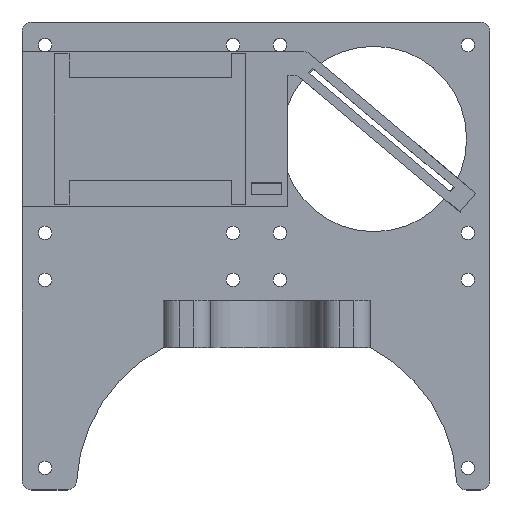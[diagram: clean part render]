
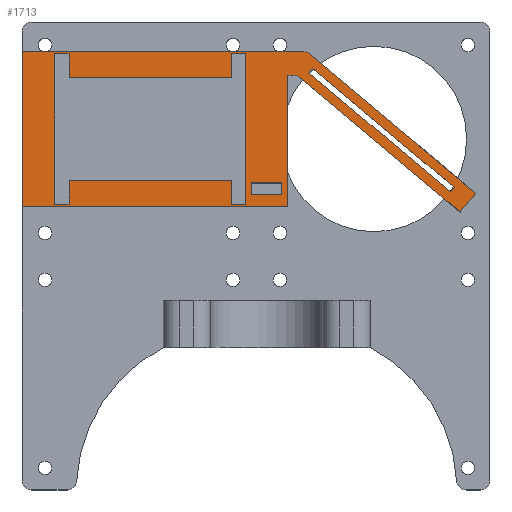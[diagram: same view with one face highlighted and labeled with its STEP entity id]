
A CAD part, top view. The second image highlights one B-rep face of the part: STEP entity #1713.
In plain terms, the highlighted planar face has unit normal (0, 0, 1).
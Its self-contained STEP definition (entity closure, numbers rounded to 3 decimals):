
#51=FACE_BOUND('',#258,.T.);
#52=FACE_BOUND('',#259,.T.);
#53=FACE_BOUND('',#260,.T.);
#94=CIRCLE('',#1820,2.);
#95=CIRCLE('',#1821,2.);
#171=FACE_OUTER_BOUND('',#257,.T.);
#257=EDGE_LOOP('',(#1222,#1223,#1224,#1225,#1226,#1227,#1228,#1229,#1230,
#1231));
#258=EDGE_LOOP('',(#1232,#1233,#1234,#1235));
#259=EDGE_LOOP('',(#1236,#1237,#1238,#1239,#1240,#1241,#1242,#1243,#1244,
#1245,#1246,#1247));
#260=EDGE_LOOP('',(#1248,#1249,#1250,#1251));
#384=LINE('',#2478,#565);
#387=LINE('',#2484,#568);
#390=LINE('',#2491,#571);
#426=LINE('',#2568,#607);
#427=LINE('',#2570,#608);
#428=LINE('',#2572,#609);
#429=LINE('',#2574,#610);
#430=LINE('',#2576,#611);
#431=LINE('',#2580,#612);
#432=LINE('',#2582,#613);
#433=LINE('',#2584,#614);
#434=LINE('',#2585,#615);
#435=LINE('',#2588,#616);
#436=LINE('',#2590,#617);
#437=LINE('',#2592,#618);
#438=LINE('',#2594,#619);
#439=LINE('',#2596,#620);
#440=LINE('',#2598,#621);
#441=LINE('',#2600,#622);
#442=LINE('',#2602,#623);
#443=LINE('',#2604,#624);
#444=LINE('',#2606,#625);
#445=LINE('',#2608,#626);
#446=LINE('',#2609,#627);
#447=LINE('',#2612,#628);
#448=LINE('',#2614,#629);
#449=LINE('',#2616,#630);
#450=LINE('',#2617,#631);
#565=VECTOR('',#1981,10.);
#568=VECTOR('',#1986,10.);
#571=VECTOR('',#1991,10.);
#607=VECTOR('',#2043,10.);
#608=VECTOR('',#2044,10.);
#609=VECTOR('',#2045,10.);
#610=VECTOR('',#2046,10.);
#611=VECTOR('',#2047,10.);
#612=VECTOR('',#2050,10.);
#613=VECTOR('',#2051,10.);
#614=VECTOR('',#2052,10.);
#615=VECTOR('',#2053,10.);
#616=VECTOR('',#2054,10.);
#617=VECTOR('',#2055,10.);
#618=VECTOR('',#2056,10.);
#619=VECTOR('',#2057,10.);
#620=VECTOR('',#2058,10.);
#621=VECTOR('',#2059,10.);
#622=VECTOR('',#2060,10.);
#623=VECTOR('',#2061,10.);
#624=VECTOR('',#2062,10.);
#625=VECTOR('',#2063,10.);
#626=VECTOR('',#2064,10.);
#627=VECTOR('',#2065,10.);
#628=VECTOR('',#2066,10.);
#629=VECTOR('',#2067,10.);
#630=VECTOR('',#2068,10.);
#631=VECTOR('',#2069,10.);
#742=VERTEX_POINT('',#2471);
#744=VERTEX_POINT('',#2476);
#746=VERTEX_POINT('',#2481);
#749=VERTEX_POINT('',#2490);
#781=VERTEX_POINT('',#2565);
#782=VERTEX_POINT('',#2567);
#783=VERTEX_POINT('',#2569);
#784=VERTEX_POINT('',#2571);
#785=VERTEX_POINT('',#2573);
#786=VERTEX_POINT('',#2575);
#787=VERTEX_POINT('',#2578);
#788=VERTEX_POINT('',#2579);
#789=VERTEX_POINT('',#2581);
#790=VERTEX_POINT('',#2583);
#791=VERTEX_POINT('',#2586);
#792=VERTEX_POINT('',#2587);
#793=VERTEX_POINT('',#2589);
#794=VERTEX_POINT('',#2591);
#795=VERTEX_POINT('',#2593);
#796=VERTEX_POINT('',#2595);
#797=VERTEX_POINT('',#2597);
#798=VERTEX_POINT('',#2599);
#799=VERTEX_POINT('',#2601);
#800=VERTEX_POINT('',#2603);
#801=VERTEX_POINT('',#2605);
#802=VERTEX_POINT('',#2607);
#803=VERTEX_POINT('',#2610);
#804=VERTEX_POINT('',#2611);
#805=VERTEX_POINT('',#2613);
#806=VERTEX_POINT('',#2615);
#912=EDGE_CURVE('',#744,#742,#384,.T.);
#915=EDGE_CURVE('',#742,#746,#387,.T.);
#918=EDGE_CURVE('',#746,#749,#390,.T.);
#956=EDGE_CURVE('',#781,#744,#94,.T.);
#957=EDGE_CURVE('',#782,#781,#426,.T.);
#958=EDGE_CURVE('',#783,#782,#427,.T.);
#959=EDGE_CURVE('',#784,#783,#428,.T.);
#960=EDGE_CURVE('',#785,#784,#429,.T.);
#961=EDGE_CURVE('',#786,#785,#430,.T.);
#962=EDGE_CURVE('',#749,#786,#95,.T.);
#963=EDGE_CURVE('',#787,#788,#431,.T.);
#964=EDGE_CURVE('',#789,#787,#432,.T.);
#965=EDGE_CURVE('',#790,#789,#433,.T.);
#966=EDGE_CURVE('',#788,#790,#434,.T.);
#967=EDGE_CURVE('',#791,#792,#435,.T.);
#968=EDGE_CURVE('',#793,#791,#436,.T.);
#969=EDGE_CURVE('',#794,#793,#437,.T.);
#970=EDGE_CURVE('',#795,#794,#438,.T.);
#971=EDGE_CURVE('',#796,#795,#439,.T.);
#972=EDGE_CURVE('',#797,#796,#440,.T.);
#973=EDGE_CURVE('',#798,#797,#441,.T.);
#974=EDGE_CURVE('',#799,#798,#442,.T.);
#975=EDGE_CURVE('',#800,#799,#443,.T.);
#976=EDGE_CURVE('',#801,#800,#444,.T.);
#977=EDGE_CURVE('',#802,#801,#445,.T.);
#978=EDGE_CURVE('',#792,#802,#446,.T.);
#979=EDGE_CURVE('',#803,#804,#447,.T.);
#980=EDGE_CURVE('',#805,#803,#448,.T.);
#981=EDGE_CURVE('',#806,#805,#449,.T.);
#982=EDGE_CURVE('',#804,#806,#450,.T.);
#1222=ORIENTED_EDGE('',*,*,#918,.F.);
#1223=ORIENTED_EDGE('',*,*,#915,.F.);
#1224=ORIENTED_EDGE('',*,*,#912,.F.);
#1225=ORIENTED_EDGE('',*,*,#956,.F.);
#1226=ORIENTED_EDGE('',*,*,#957,.F.);
#1227=ORIENTED_EDGE('',*,*,#958,.F.);
#1228=ORIENTED_EDGE('',*,*,#959,.F.);
#1229=ORIENTED_EDGE('',*,*,#960,.F.);
#1230=ORIENTED_EDGE('',*,*,#961,.F.);
#1231=ORIENTED_EDGE('',*,*,#962,.F.);
#1232=ORIENTED_EDGE('',*,*,#963,.F.);
#1233=ORIENTED_EDGE('',*,*,#964,.F.);
#1234=ORIENTED_EDGE('',*,*,#965,.F.);
#1235=ORIENTED_EDGE('',*,*,#966,.F.);
#1236=ORIENTED_EDGE('',*,*,#967,.F.);
#1237=ORIENTED_EDGE('',*,*,#968,.F.);
#1238=ORIENTED_EDGE('',*,*,#969,.F.);
#1239=ORIENTED_EDGE('',*,*,#970,.F.);
#1240=ORIENTED_EDGE('',*,*,#971,.F.);
#1241=ORIENTED_EDGE('',*,*,#972,.F.);
#1242=ORIENTED_EDGE('',*,*,#973,.F.);
#1243=ORIENTED_EDGE('',*,*,#974,.F.);
#1244=ORIENTED_EDGE('',*,*,#975,.F.);
#1245=ORIENTED_EDGE('',*,*,#976,.F.);
#1246=ORIENTED_EDGE('',*,*,#977,.F.);
#1247=ORIENTED_EDGE('',*,*,#978,.F.);
#1248=ORIENTED_EDGE('',*,*,#979,.F.);
#1249=ORIENTED_EDGE('',*,*,#980,.F.);
#1250=ORIENTED_EDGE('',*,*,#981,.F.);
#1251=ORIENTED_EDGE('',*,*,#982,.F.);
#1663=PLANE('',#1819);
#1713=ADVANCED_FACE('',(#171,#51,#52,#53),#1663,.F.);
#1819=AXIS2_PLACEMENT_3D('',#2564,#2039,#2040);
#1820=AXIS2_PLACEMENT_3D('',#2566,#2041,#2042);
#1821=AXIS2_PLACEMENT_3D('',#2577,#2048,#2049);
#1981=DIRECTION('',(0.766,-0.643,0.));
#1986=DIRECTION('',(-0.643,-0.766,0.));
#1991=DIRECTION('',(-0.766,0.643,0.));
#2039=DIRECTION('center_axis',(0.,0.,-1.));
#2040=DIRECTION('ref_axis',(-1.,0.,0.));
#2041=DIRECTION('center_axis',(0.,0.,-1.));
#2042=DIRECTION('ref_axis',(0.643,0.766,0.));
#2043=DIRECTION('',(1.,0.,0.));
#2044=DIRECTION('',(0.,1.,0.));
#2045=DIRECTION('',(-1.,0.,0.));
#2046=DIRECTION('',(0.,-1.,0.));
#2047=DIRECTION('',(-1.,0.,0.));
#2048=DIRECTION('center_axis',(0.,0.,1.));
#2049=DIRECTION('ref_axis',(-0.643,-0.766,0.));
#2050=DIRECTION('',(0.,-1.,0.));
#2051=DIRECTION('',(-1.,0.,0.));
#2052=DIRECTION('',(0.,1.,0.));
#2053=DIRECTION('',(1.,0.,0.));
#2054=DIRECTION('',(0.,-1.,0.));
#2055=DIRECTION('',(-1.,0.,0.));
#2056=DIRECTION('',(0.,1.,0.));
#2057=DIRECTION('',(1.,0.,0.));
#2058=DIRECTION('',(0.,-1.,0.));
#2059=DIRECTION('',(1.,0.,0.));
#2060=DIRECTION('',(0.,1.,0.));
#2061=DIRECTION('',(1.,0.,0.));
#2062=DIRECTION('',(0.,-1.,0.));
#2063=DIRECTION('',(-1.,0.,0.));
#2064=DIRECTION('',(0.,1.,0.));
#2065=DIRECTION('',(-1.,0.,0.));
#2066=DIRECTION('',(-0.643,-0.766,0.));
#2067=DIRECTION('',(-0.766,0.643,0.));
#2068=DIRECTION('',(0.643,0.766,0.));
#2069=DIRECTION('',(0.766,-0.643,0.));
#2471=CARTESIAN_POINT('',(71.67,-11.572,15.25));
#2476=CARTESIAN_POINT('',(36.271,18.132,15.25));
#2478=CARTESIAN_POINT('',(63.263,-4.517,15.25));
#2481=CARTESIAN_POINT('',(68.328,-15.555,15.25));
#2484=CARTESIAN_POINT('',(69.067,-14.674,15.25));
#2490=CARTESIAN_POINT('',(34.14,13.132,15.25));
#2491=CARTESIAN_POINT('',(42.827,5.843,15.25));
#2564=CARTESIAN_POINT('Origin',(52.992,0.316,15.25));
#2565=CARTESIAN_POINT('',(34.985,18.6,15.25));
#2566=CARTESIAN_POINT('Origin',(34.985,16.6,15.25));
#2567=CARTESIAN_POINT('',(-24.9,18.6,15.25));
#2568=CARTESIAN_POINT('',(17.546,18.6,15.25));
#2569=CARTESIAN_POINT('',(-24.9,-14.4,15.25));
#2570=CARTESIAN_POINT('',(-24.9,12.608,15.25));
#2571=CARTESIAN_POINT('',(31.668,-14.4,15.25));
#2572=CARTESIAN_POINT('',(14.046,-14.4,15.25));
#2573=CARTESIAN_POINT('',(31.668,13.6,15.25));
#2574=CARTESIAN_POINT('',(31.668,-7.042,15.25));
#2575=CARTESIAN_POINT('',(32.854,13.6,15.25));
#2576=CARTESIAN_POINT('',(42.33,13.6,15.25));
#2577=CARTESIAN_POINT('Origin',(32.854,11.6,15.25));
#2578=CARTESIAN_POINT('',(23.918,-9.372,15.25));
#2579=CARTESIAN_POINT('',(23.918,-11.872,15.25));
#2580=CARTESIAN_POINT('',(23.918,-5.778,15.25));
#2581=CARTESIAN_POINT('',(30.418,-9.372,15.25));
#2582=CARTESIAN_POINT('',(38.455,-9.372,15.25));
#2583=CARTESIAN_POINT('',(30.418,-11.872,15.25));
#2584=CARTESIAN_POINT('',(30.418,-4.528,15.25));
#2585=CARTESIAN_POINT('',(41.705,-11.872,15.25));
#2586=CARTESIAN_POINT('',(19.668,18.1,15.25));
#2587=CARTESIAN_POINT('',(19.668,13.1,15.25));
#2588=CARTESIAN_POINT('',(19.668,6.708,15.25));
#2589=CARTESIAN_POINT('',(22.668,18.1,15.25));
#2590=CARTESIAN_POINT('',(17.546,18.1,15.25));
#2591=CARTESIAN_POINT('',(22.668,-13.9,15.25));
#2592=CARTESIAN_POINT('',(22.668,9.458,15.25));
#2593=CARTESIAN_POINT('',(19.668,-13.9,15.25));
#2594=CARTESIAN_POINT('',(37.83,-13.9,15.25));
#2595=CARTESIAN_POINT('',(19.668,-8.9,15.25));
#2596=CARTESIAN_POINT('',(19.668,-6.792,15.25));
#2597=CARTESIAN_POINT('',(-14.9,-8.9,15.25));
#2598=CARTESIAN_POINT('',(36.33,-8.9,15.25));
#2599=CARTESIAN_POINT('',(-14.9,-13.9,15.25));
#2600=CARTESIAN_POINT('',(-14.9,-4.292,15.25));
#2601=CARTESIAN_POINT('',(-17.9,-13.9,15.25));
#2602=CARTESIAN_POINT('',(37.83,-13.9,15.25));
#2603=CARTESIAN_POINT('',(-17.9,18.1,15.25));
#2604=CARTESIAN_POINT('',(-17.9,-7.042,15.25));
#2605=CARTESIAN_POINT('',(-14.9,18.1,15.25));
#2606=CARTESIAN_POINT('',(17.546,18.1,15.25));
#2607=CARTESIAN_POINT('',(-14.9,13.1,15.25));
#2608=CARTESIAN_POINT('',(-14.9,9.208,15.25));
#2609=CARTESIAN_POINT('',(19.046,13.1,15.25));
#2610=CARTESIAN_POINT('',(36.86,15.027,15.25));
#2611=CARTESIAN_POINT('',(36.089,14.108,15.25));
#2612=CARTESIAN_POINT('',(36.571,14.682,15.25));
#2613=CARTESIAN_POINT('',(67.08,-10.331,15.25));
#2614=CARTESIAN_POINT('',(60.325,-4.663,15.25));
#2615=CARTESIAN_POINT('',(66.309,-11.25,15.25));
#2616=CARTESIAN_POINT('',(66.405,-11.135,15.25));
#2617=CARTESIAN_POINT('',(44.444,7.097,15.25));
